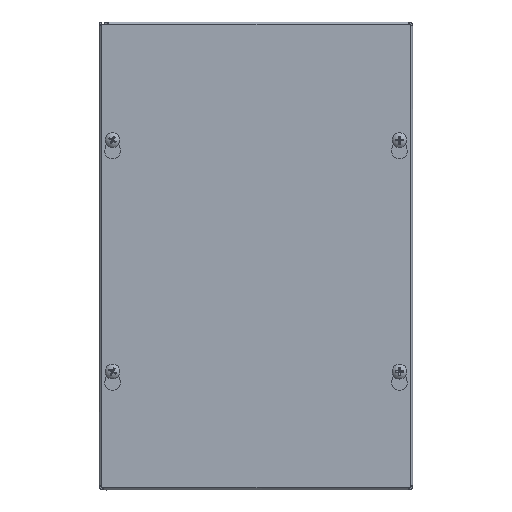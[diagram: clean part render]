
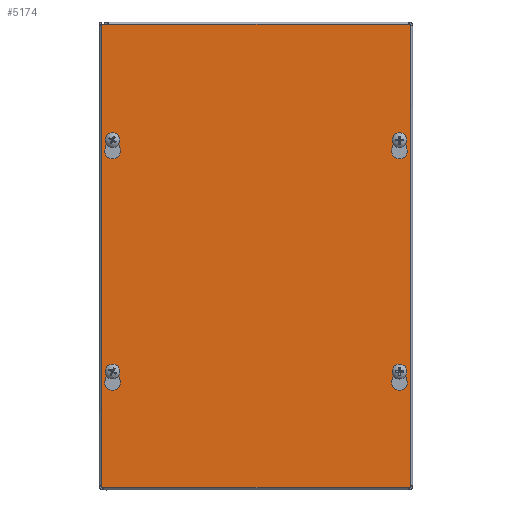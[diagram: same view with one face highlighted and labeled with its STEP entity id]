
A CAD part, top view. The second image highlights one B-rep face of the part: STEP entity #5174.
In plain terms, the highlighted planar face has unit normal (0, 0, 1).
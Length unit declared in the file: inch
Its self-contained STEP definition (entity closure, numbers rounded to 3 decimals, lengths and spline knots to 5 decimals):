
#269=FACE_BOUND('',#1758,.T.);
#270=FACE_BOUND('',#1759,.T.);
#271=FACE_BOUND('',#1760,.T.);
#272=FACE_BOUND('',#1761,.T.);
#370=PLANE('',#5738);
#694=LINE('',#9605,#1067);
#698=LINE('',#9615,#1071);
#701=LINE('',#9623,#1074);
#705=LINE('',#9635,#1078);
#710=LINE('',#9653,#1083);
#714=LINE('',#9663,#1087);
#717=LINE('',#9671,#1090);
#721=LINE('',#9683,#1094);
#723=LINE('',#9691,#1096);
#727=LINE('',#9699,#1100);
#730=LINE('',#9705,#1103);
#733=LINE('',#9710,#1106);
#1067=VECTOR('',#6895,0.3937);
#1071=VECTOR('',#6907,0.3937);
#1074=VECTOR('',#6912,0.3937);
#1078=VECTOR('',#6924,0.3937);
#1083=VECTOR('',#6943,0.3937);
#1087=VECTOR('',#6955,0.3937);
#1090=VECTOR('',#6960,0.3937);
#1094=VECTOR('',#6972,0.3937);
#1096=VECTOR('',#6982,0.3937);
#1100=VECTOR('',#6988,0.3937);
#1103=VECTOR('',#6993,0.3937);
#1106=VECTOR('',#6998,0.3937);
#1445=FACE_OUTER_BOUND('',#1757,.T.);
#1757=EDGE_LOOP('',(#4452,#4453,#4454,#4455));
#1758=EDGE_LOOP('',(#4456,#4457,#4458,#4459));
#1759=EDGE_LOOP('',(#4460,#4461,#4462,#4463));
#1760=EDGE_LOOP('',(#4464,#4465,#4466,#4467));
#1761=EDGE_LOOP('',(#4468,#4469,#4470,#4471));
#1985=CIRCLE('',#5704,0.203);
#1987=CIRCLE('',#5708,0.125);
#1989=CIRCLE('',#5713,0.125);
#1991=CIRCLE('',#5717,0.203);
#1993=CIRCLE('',#5720,0.203);
#1995=CIRCLE('',#5724,0.125);
#1997=CIRCLE('',#5729,0.125);
#1999=CIRCLE('',#5733,0.203);
#2406=VERTEX_POINT('',#9596);
#2407=VERTEX_POINT('',#9598);
#2409=VERTEX_POINT('',#9604);
#2411=VERTEX_POINT('',#9610);
#2414=VERTEX_POINT('',#9620);
#2415=VERTEX_POINT('',#9622);
#2417=VERTEX_POINT('',#9628);
#2419=VERTEX_POINT('',#9634);
#2422=VERTEX_POINT('',#9644);
#2423=VERTEX_POINT('',#9646);
#2425=VERTEX_POINT('',#9652);
#2427=VERTEX_POINT('',#9658);
#2430=VERTEX_POINT('',#9668);
#2431=VERTEX_POINT('',#9670);
#2433=VERTEX_POINT('',#9676);
#2435=VERTEX_POINT('',#9682);
#2436=VERTEX_POINT('',#9689);
#2437=VERTEX_POINT('',#9690);
#2440=VERTEX_POINT('',#9698);
#2442=VERTEX_POINT('',#9704);
#3078=EDGE_CURVE('',#2407,#2406,#1985,.T.);
#3081=EDGE_CURVE('',#2409,#2407,#694,.T.);
#3084=EDGE_CURVE('',#2411,#2409,#1987,.T.);
#3087=EDGE_CURVE('',#2406,#2411,#698,.T.);
#3090=EDGE_CURVE('',#2415,#2414,#701,.T.);
#3093=EDGE_CURVE('',#2417,#2415,#1989,.T.);
#3096=EDGE_CURVE('',#2419,#2417,#705,.T.);
#3099=EDGE_CURVE('',#2414,#2419,#1991,.T.);
#3102=EDGE_CURVE('',#2423,#2422,#1993,.T.);
#3105=EDGE_CURVE('',#2425,#2423,#710,.T.);
#3108=EDGE_CURVE('',#2427,#2425,#1995,.T.);
#3111=EDGE_CURVE('',#2422,#2427,#714,.T.);
#3114=EDGE_CURVE('',#2431,#2430,#717,.T.);
#3117=EDGE_CURVE('',#2433,#2431,#1997,.T.);
#3120=EDGE_CURVE('',#2435,#2433,#721,.T.);
#3123=EDGE_CURVE('',#2430,#2435,#1999,.T.);
#3124=EDGE_CURVE('',#2436,#2437,#723,.T.);
#3128=EDGE_CURVE('',#2437,#2440,#727,.T.);
#3131=EDGE_CURVE('',#2440,#2442,#730,.T.);
#3134=EDGE_CURVE('',#2442,#2436,#733,.T.);
#4452=ORIENTED_EDGE('',*,*,#3124,.F.);
#4453=ORIENTED_EDGE('',*,*,#3134,.F.);
#4454=ORIENTED_EDGE('',*,*,#3131,.F.);
#4455=ORIENTED_EDGE('',*,*,#3128,.F.);
#4456=ORIENTED_EDGE('',*,*,#3078,.T.);
#4457=ORIENTED_EDGE('',*,*,#3087,.T.);
#4458=ORIENTED_EDGE('',*,*,#3084,.T.);
#4459=ORIENTED_EDGE('',*,*,#3081,.T.);
#4460=ORIENTED_EDGE('',*,*,#3090,.T.);
#4461=ORIENTED_EDGE('',*,*,#3099,.T.);
#4462=ORIENTED_EDGE('',*,*,#3096,.T.);
#4463=ORIENTED_EDGE('',*,*,#3093,.T.);
#4464=ORIENTED_EDGE('',*,*,#3102,.T.);
#4465=ORIENTED_EDGE('',*,*,#3111,.T.);
#4466=ORIENTED_EDGE('',*,*,#3108,.T.);
#4467=ORIENTED_EDGE('',*,*,#3105,.T.);
#4468=ORIENTED_EDGE('',*,*,#3114,.T.);
#4469=ORIENTED_EDGE('',*,*,#3123,.T.);
#4470=ORIENTED_EDGE('',*,*,#3120,.T.);
#4471=ORIENTED_EDGE('',*,*,#3117,.T.);
#5174=ADVANCED_FACE('',(#1445,#269,#270,#271,#272),#370,.T.);
#5704=AXIS2_PLACEMENT_3D('',#9599,#6889,#6890);
#5708=AXIS2_PLACEMENT_3D('',#9611,#6901,#6902);
#5713=AXIS2_PLACEMENT_3D('',#9629,#6918,#6919);
#5717=AXIS2_PLACEMENT_3D('',#9639,#6930,#6931);
#5720=AXIS2_PLACEMENT_3D('',#9647,#6937,#6938);
#5724=AXIS2_PLACEMENT_3D('',#9659,#6949,#6950);
#5729=AXIS2_PLACEMENT_3D('',#9677,#6966,#6967);
#5733=AXIS2_PLACEMENT_3D('',#9687,#6978,#6979);
#5738=AXIS2_PLACEMENT_3D('',#9712,#7000,#7001);
#6889=DIRECTION('center_axis',(0.,0.,-1.));
#6890=DIRECTION('ref_axis',(-0.961,0.278,0.));
#6895=DIRECTION('',(0.278,-0.961,0.));
#6901=DIRECTION('center_axis',(0.,0.,-1.));
#6902=DIRECTION('ref_axis',(0.961,0.278,0.));
#6907=DIRECTION('',(0.278,0.961,0.));
#6912=DIRECTION('',(0.278,-0.961,0.));
#6918=DIRECTION('center_axis',(0.,0.,-1.));
#6919=DIRECTION('ref_axis',(0.961,0.278,0.));
#6924=DIRECTION('',(0.278,0.961,0.));
#6930=DIRECTION('center_axis',(0.,0.,-1.));
#6931=DIRECTION('ref_axis',(-0.961,0.278,0.));
#6937=DIRECTION('center_axis',(0.,0.,-1.));
#6938=DIRECTION('ref_axis',(-0.961,0.278,0.));
#6943=DIRECTION('',(0.278,-0.961,0.));
#6949=DIRECTION('center_axis',(0.,0.,-1.));
#6950=DIRECTION('ref_axis',(0.961,0.278,0.));
#6955=DIRECTION('',(0.278,0.961,0.));
#6960=DIRECTION('',(0.278,-0.961,0.));
#6966=DIRECTION('center_axis',(0.,0.,-1.));
#6967=DIRECTION('ref_axis',(0.961,0.278,0.));
#6972=DIRECTION('',(0.278,0.961,0.));
#6978=DIRECTION('center_axis',(0.,0.,-1.));
#6979=DIRECTION('ref_axis',(-0.961,0.278,0.));
#6982=DIRECTION('',(0.,-1.,0.));
#6988=DIRECTION('',(-1.,0.,0.));
#6993=DIRECTION('',(0.,1.,0.));
#6998=DIRECTION('',(1.,0.,0.));
#7000=DIRECTION('center_axis',(0.,0.,1.));
#7001=DIRECTION('ref_axis',(1.,0.,0.));
#9596=CARTESIAN_POINT('',(3.52373,-3.22465,0.059));
#9598=CARTESIAN_POINT('',(3.91377,-3.22465,0.059));
#9599=CARTESIAN_POINT('Origin',(3.71875,-3.281,0.059));
#9604=CARTESIAN_POINT('',(3.83884,-2.9653,0.059));
#9605=CARTESIAN_POINT('',(3.33303,-1.21471,0.059));
#9610=CARTESIAN_POINT('',(3.59866,-2.9653,0.059));
#9611=CARTESIAN_POINT('Origin',(3.71875,-3.,0.059));
#9615=CARTESIAN_POINT('',(3.8554,-2.07672,0.059));
#9620=CARTESIAN_POINT('',(-3.52373,-3.22465,0.059));
#9622=CARTESIAN_POINT('',(-3.59866,-2.9653,0.059));
#9623=CARTESIAN_POINT('',(-3.81794,-2.2064,0.059));
#9628=CARTESIAN_POINT('',(-3.83884,-2.9653,0.059));
#9629=CARTESIAN_POINT('Origin',(-3.71875,-3.,0.059));
#9634=CARTESIAN_POINT('',(-3.91377,-3.22465,0.059));
#9635=CARTESIAN_POINT('',(-3.29556,-1.08504,0.059));
#9639=CARTESIAN_POINT('Origin',(-3.71875,-3.281,0.059));
#9644=CARTESIAN_POINT('',(3.52373,2.77535,0.059));
#9646=CARTESIAN_POINT('',(3.91377,2.77535,0.059));
#9647=CARTESIAN_POINT('Origin',(3.71875,2.719,0.059));
#9652=CARTESIAN_POINT('',(3.83884,3.0347,0.059));
#9653=CARTESIAN_POINT('',(4.13305,2.01644,0.059));
#9658=CARTESIAN_POINT('',(3.59866,3.0347,0.059));
#9659=CARTESIAN_POINT('Origin',(3.71875,3.,0.059));
#9663=CARTESIAN_POINT('',(3.05539,1.15443,0.059));
#9668=CARTESIAN_POINT('',(-3.52373,2.77535,0.059));
#9670=CARTESIAN_POINT('',(-3.59866,3.0347,0.059));
#9671=CARTESIAN_POINT('',(-3.01792,1.02476,0.059));
#9676=CARTESIAN_POINT('',(-3.83884,3.0347,0.059));
#9677=CARTESIAN_POINT('Origin',(-3.71875,3.,0.059));
#9682=CARTESIAN_POINT('',(-3.91377,2.77535,0.059));
#9683=CARTESIAN_POINT('',(-4.09558,2.14612,0.059));
#9687=CARTESIAN_POINT('Origin',(-3.71875,2.719,0.059));
#9689=CARTESIAN_POINT('',(4.,6.,0.059));
#9690=CARTESIAN_POINT('',(4.,-6.,0.059));
#9691=CARTESIAN_POINT('',(4.,6.,0.059));
#9698=CARTESIAN_POINT('',(-4.,-6.,0.059));
#9699=CARTESIAN_POINT('',(4.,-6.,0.059));
#9704=CARTESIAN_POINT('',(-4.,6.,0.059));
#9705=CARTESIAN_POINT('',(-4.,-6.,0.059));
#9710=CARTESIAN_POINT('',(-4.,6.,0.059));
#9712=CARTESIAN_POINT('Origin',(0.,0.,
0.059));
